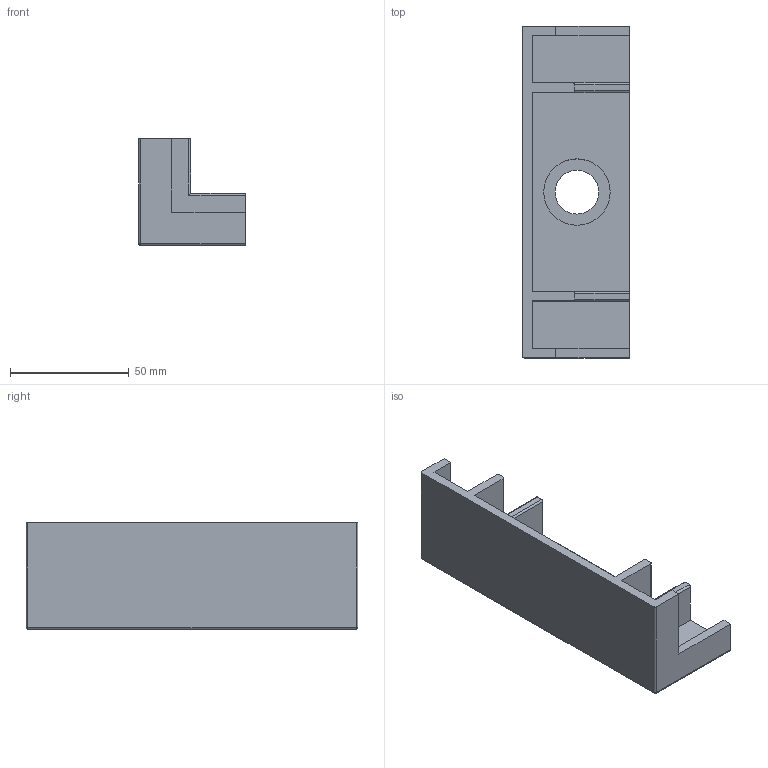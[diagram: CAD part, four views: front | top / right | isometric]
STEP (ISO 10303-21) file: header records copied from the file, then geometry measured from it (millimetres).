
FILE_DESCRIPTION(('Open CASCADE Model'),'2;1');
FILE_NAME('Open CASCADE Shape Model','2023-04-14T11:49:42',('Author'),( 'Open CASCADE'),'Open CASCADE STEP processor 7.6','Open CASCADE 7.6' ,'Unknown');
FILE_SCHEMA(('AUTOMOTIVE_DESIGN { 1 0 10303 214 1 1 1 1 }'));
Length unit declared in the file: millimetre
Products named in the file (1): Open CASCADE STEP translator 7.6 7
Bounding box: 45 x 140 x 45 mm (x, y, z)
Volume: 61297.6 mm3; surface area: 32956 mm2
Topology: 1 solids, 1 shells, 44 faces, 115 edges, 72 vertices
Faces by surface type: plane 27, cylinder 15, sphere 2
Full cylindrical faces by diameter (mm): 18.5 x1, 28 x1
Entity records: 2848 total; most frequent: CARTESIAN_POINT 582, DIRECTION 417, LINE 267, VECTOR 267, ORIENTED_EDGE 226, PCURVE 226, DEFINITIONAL_REPRESENTATION 226, EDGE_CURVE 113
